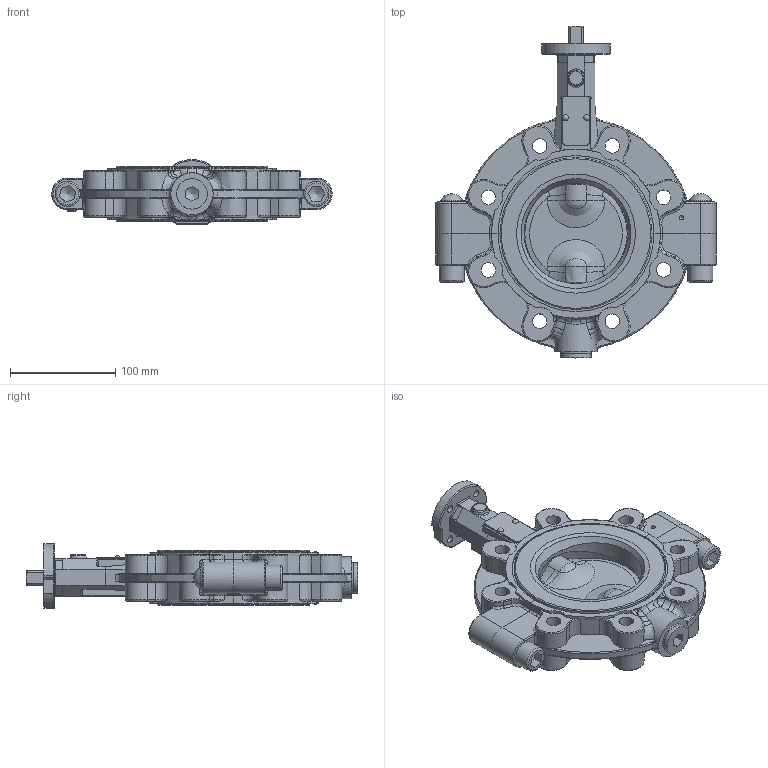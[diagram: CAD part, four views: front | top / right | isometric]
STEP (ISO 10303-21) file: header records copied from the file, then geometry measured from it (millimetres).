
FILE_DESCRIPTION((''),'2;1');
FILE_NAME('T214-A DN100.stp','2007-11-13T13:45:48',('hellwig'),(''),'Autodesk Inventor 11','Autodesk Inventor 11','');
FILE_SCHEMA(('AUTOMOTIVE_DESIGN { 1 0 10303 214 1 1 1 1 }'));
Length unit declared in the file: millimetre
Products named in the file (17): T214-A DN100; T41F-100-0002-14-1; T41F-100-0002-14-2; KTXF-000-0008-30; DIN EN ISO 8746  A 3 x 6 - A St; KRXF-000-0014-41 [DN80-125]; MP1K-100-0000-30; DIN 7603  A A24 x 29  (lt); DIN 908  (Feingewinde) M24 x 1; SW1F-100-0021-34; Lagerbuchse 18x20x15; TF 32,4x19x1,75; KDXF-080-0002-41; KNXF-000-0003-40; O-Ring 18x2; WURS-080-0003-40; DIN 912  - ersetzt durch DIN EN ISO 4762 M16 x 50
Assembly tree (30 placements, depth 2):
  T214-A DN100
    T41F-100-0002-14-1
    T41F-100-0002-14-2
    KTXF-000-0008-30
    DIN EN ISO 8746  A 3 x 6 - A St  x2
    KRXF-000-0014-41 [DN80-125]
    MP1K-100-0000-30
    DIN 7603  A A24 x 29  (lt)
    DIN 908  (Feingewinde) M24 x 1
    SW1F-100-0021-34
    Lagerbuchse 18x20x15  x3
    TF 32,4x19x1,75  x8
    KDXF-080-0002-41  x2
    KNXF-000-0003-40  x2
    O-Ring 18x2  x2
    WURS-080-0003-40
    DIN 912  - ersetzt durch DIN EN ISO 4762 M16 x 50  x2
Bounding box: 266 x 315 x 61.5 mm (x, y, z)
Volume: 1270822.1 mm3; surface area: 316760.3 mm2
Topology: 30 solids, 30 shells, 1272 faces, 3219 edges, 2002 vertices
Faces by surface type: bspline 395, plane 387, cylinder 299, torus 103, cone 84, sphere 4
Full cylindrical faces by diameter (mm): 3 x2, 3.2 x2, 10 x1, 13.835 x2, 16 x2, 18 x12, 18.1 x2, 19 x9, 20 x4, 20.7 x2, 22.376 x1, 23 x3, 23.1 x2, 24 x3, 24.3 x1, 25.2 x1, 28.9 x1, 29 x1, 32.4 x8, 33 x4, 35.1 x1, 105.5 x1, 144 x2
Entity records: 51305 total; most frequent: CARTESIAN_POINT 24562, ORIENTED_EDGE 5676, DIRECTION 4937, EDGE_CURVE 2838, AXIS2_PLACEMENT_3D 1864, VERTEX_POINT 1856, EDGE_LOOP 1408, VECTOR 1209
